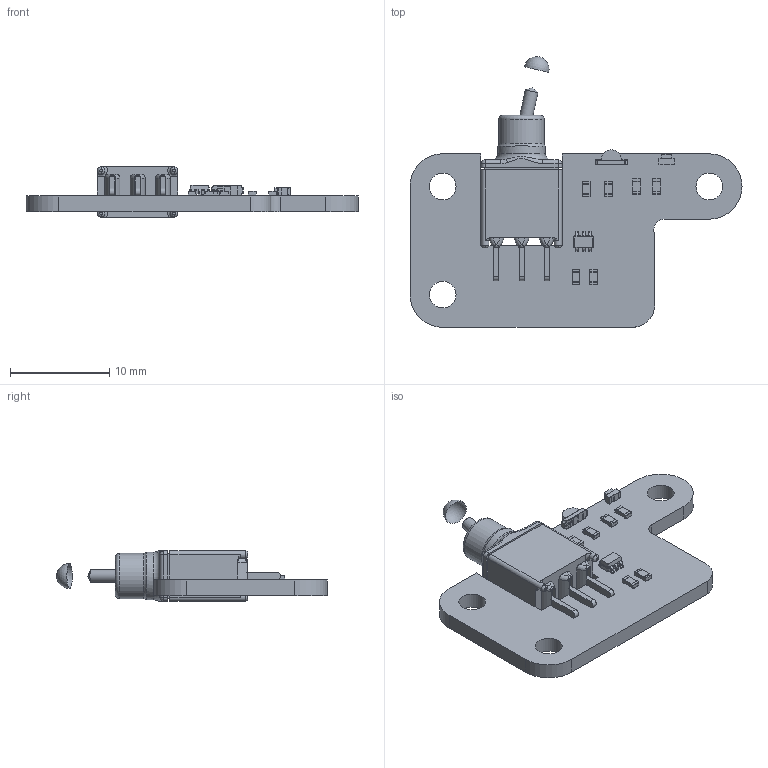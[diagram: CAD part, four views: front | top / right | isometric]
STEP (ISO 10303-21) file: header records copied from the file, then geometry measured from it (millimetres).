
FILE_DESCRIPTION(('KiCad electronic assembly'),'2;1');
FILE_NAME('power_switch.step','2024-07-05T14:37:22',('Pcbnew'),('Kicad') ,'Open CASCADE STEP processor 7.8','KiCad to STEP converter','Unknown' );
FILE_SCHEMA(('AUTOMOTIVE_DESIGN { 1 0 10303 214 1 1 1 1 }'));
Length unit declared in the file: millimetre
Products named in the file (12): power_switch 1; R_0603_1608Metric; SOT-363_SC-70-6; SOT_363_SC_70_6; ET01MD1CBE; ET01MD1CBE_PART1; Download_STEP_155060xx75300 (rev1); 155060xx75300; Download_STP_WL-SBSW-1204 (rev1); 155312xx73200; power_switch_PCB
Assembly tree (16 placements, depth 3):
  power_switch 1
    R_0603_1608Metric  x6
      R_0603_1608Metric
    SOT-363_SC-70-6
      SOT_363_SC_70_6
    ET01MD1CBE
      ET01MD1CBE_PART1
    Download_STEP_155060xx75300 (rev1)
      155060xx75300
    Download_STP_WL-SBSW-1204 (rev1)
      155312xx73200
    power_switch_PCB
Bounding box: 33.53 x 27.34 x 5.08 mm (x, y, z)
Volume: 937.7 mm3; surface area: 1963.8 mm2
Topology: 22 solids, 22 shells, 998 faces, 2669 edges, 1711 vertices
Faces by surface type: plane 605, cylinder 275, bspline 52, torus 24, sphere 19, revolution 18, cone 5
Full cylindrical faces by diameter (mm): 0.762 x4, 1.295 x1, 2.7 x3, 3.226 x1, 4.572 x1, 4.801 x1
Entity records: 29636 total; most frequent: CARTESIAN_POINT 6669, ORIENTED_EDGE 4654, DIRECTION 4378, EDGE_CURVE 2327, LINE 1578, VECTOR 1578, VERTEX_POINT 1491, AXIS2_PLACEMENT_3D 1391
